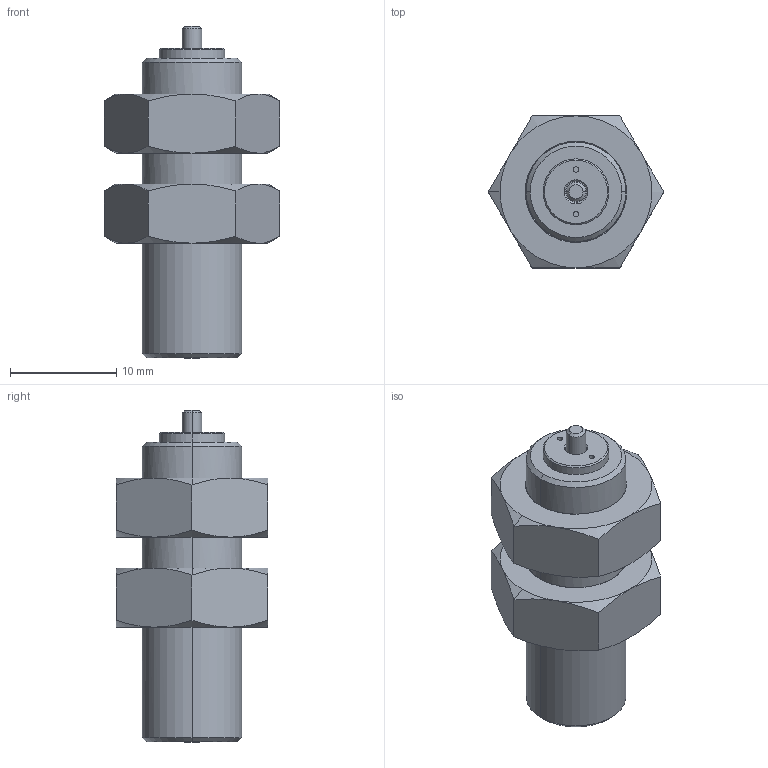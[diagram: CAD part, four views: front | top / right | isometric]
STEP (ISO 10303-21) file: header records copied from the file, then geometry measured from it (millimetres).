
FILE_DESCRIPTION (( 'STEP AP203' ), '1' );
FILE_NAME ('113170.stp', '2018-04-18T21:12:03', ( '' ), ( '' ), 'SwSTEP 2.0', 'SolidWorks 2012', '' );
FILE_SCHEMA (( 'CONFIG_CONTROL_DESIGN' ));
Length unit declared in the file: centimetre
Products named in the file (1): 113170
Bounding box: 16.5 x 14.29 x 31.22 mm (x, y, z)
Volume: 3138.4 mm3; surface area: 1693.9 mm2
Topology: 1 solids, 1 shells, 116 faces, 246 edges, 143 vertices
Faces by surface type: cone 53, plane 29, cylinder 26, bspline 8
Entity records: 4910 total; most frequent: CARTESIAN_POINT 2442, DIRECTION 507, ORIENTED_EDGE 492, EDGE_CURVE 246, AXIS2_PLACEMENT_3D 224, VERTEX_POINT 143, EDGE_LOOP 127, FACE_OUTER_BOUND 116
